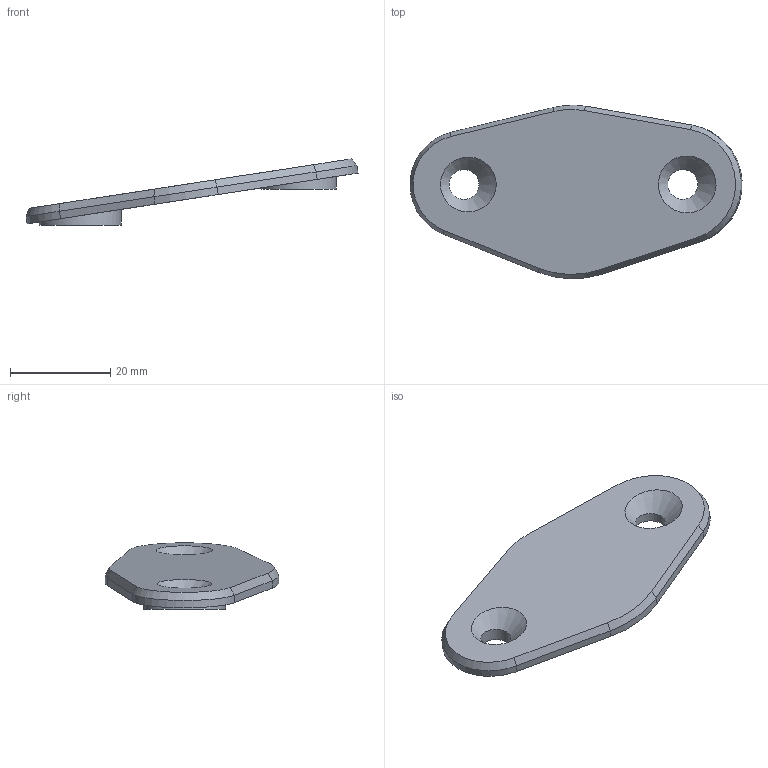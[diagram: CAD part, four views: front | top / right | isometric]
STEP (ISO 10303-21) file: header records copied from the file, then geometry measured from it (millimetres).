
FILE_DESCRIPTION(/* description */ (''),/* implementation_level */ '2;1');
FILE_NAME(/* name */ 'mirror blank v5.step',/* time_stamp */ '2020-12-08T19:19:47-08:00',/* author */ (''),/* organization */ (''),/* preprocessor_version */ 'ST-DEVELOPER v18.1',/* originating_system */ 'Autodesk Translation Framework v9.3.0.1241',/* authorisation */ '');
FILE_SCHEMA (('AUTOMOTIVE_DESIGN { 1 0 10303 214 3 1 1 }'));
Length unit declared in the file: millimetre
Products named in the file (1): mirror blank
Bounding box: 66.33 x 34.68 x 13.24 mm (x, y, z)
Volume: 5287.7 mm3; surface area: 4019.7 mm2
Topology: 1 solids, 1 shells, 26 faces, 56 edges, 34 vertices
Faces by surface type: plane 12, cylinder 8, cone 6
Full cylindrical faces by diameter (mm): 6 x2, 15 x1, 16.4 x1
Entity records: 743 total; most frequent: DIRECTION 132, CARTESIAN_POINT 117, ORIENTED_EDGE 112, EDGE_CURVE 56, AXIS2_PLACEMENT_3D 49, LINE 34, VECTOR 34, VERTEX_POINT 34
